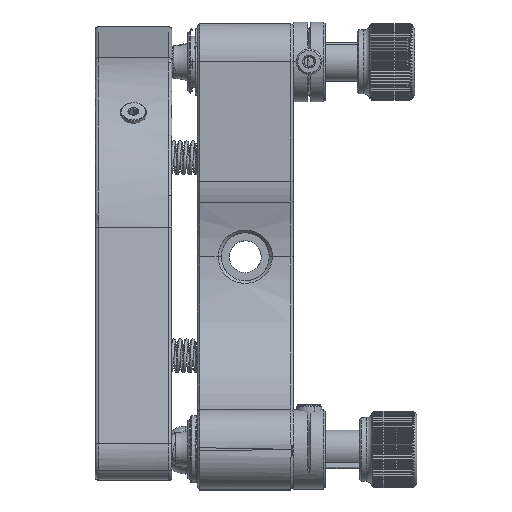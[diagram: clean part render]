
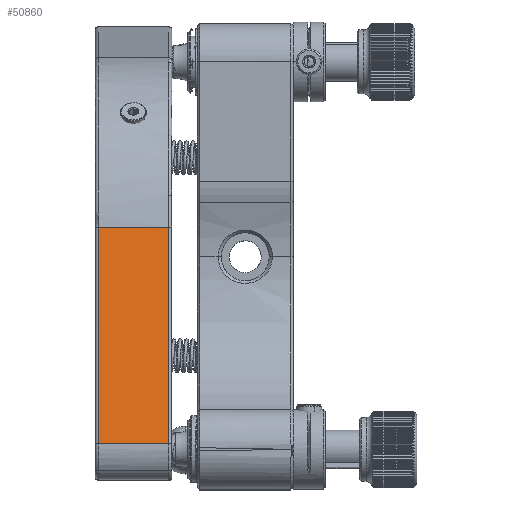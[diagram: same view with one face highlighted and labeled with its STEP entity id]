
A CAD part, top view. The second image highlights one B-rep face of the part: STEP entity #50860.
In plain terms, the highlighted planar face has unit normal (0, 0.142, 0.99).
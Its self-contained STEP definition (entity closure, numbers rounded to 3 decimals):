
#1478 = CARTESIAN_POINT ( 'NONE',  ( -15.667, 4.462, 31.081 ) ) ;
#1564 = DIRECTION ( 'NONE',  ( 0., 0.142, 0.99 ) ) ;
#2106 = EDGE_CURVE ( 'NONE', #19176, #39270, #14647, .T. ) ;
#5224 = CARTESIAN_POINT ( 'NONE',  ( -19.333, -29.362, 35.937 ) ) ;
#5563 = FACE_OUTER_BOUND ( 'NONE', #51636, .T. ) ;
#6106 = ORIENTED_EDGE ( 'NONE', *, *, #51973, .T. ) ;
#8202 = CARTESIAN_POINT ( 'NONE',  ( -23., -29.362, 35.937 ) ) ;
#8737 = CARTESIAN_POINT ( 'NONE',  ( -12., -18.087, 34.318 ) ) ;
#9513 = CARTESIAN_POINT ( 'NONE',  ( -23., -29.362, 35.937 ) ) ;
#10069 = CARTESIAN_POINT ( 'NONE',  ( -12., -29.362, 35.937 ) ) ;
#14647 = B_SPLINE_CURVE_WITH_KNOTS ( 'NONE', 3,
 ( #30974, #25859, #8737, #25574 ),
 .UNSPECIFIED., .F., .F.,
 ( 4, 4 ),
 ( 0., 1. ),
 .UNSPECIFIED. ) ;
#18319 = CARTESIAN_POINT ( 'NONE',  ( -19.333, 4.462, 31.081 ) ) ;
#18386 = B_SPLINE_CURVE_WITH_KNOTS ( 'NONE', 3,
 ( #9513, #5224, #49192, #10069 ),
 .UNSPECIFIED., .F., .F.,
 ( 4, 4 ),
 ( 0., 1. ),
 .UNSPECIFIED. ) ;
#19176 = VERTEX_POINT ( 'NONE', #41854 ) ;
#20302 = CARTESIAN_POINT ( 'NONE',  ( -23., -29.362, 35.937 ) ) ;
#22557 = VERTEX_POINT ( 'NONE', #29490 ) ;
#23261 = PLANE ( 'NONE',  #23843 ) ;
#23536 = CARTESIAN_POINT ( 'NONE',  ( -23.5, 5.469, 30.937 ) ) ;
#23843 = AXIS2_PLACEMENT_3D ( 'NONE', #23536, #1564, #40935 ) ;
#24729 = ORIENTED_EDGE ( 'NONE', *, *, #2106, .F. ) ;
#25326 = CARTESIAN_POINT ( 'NONE',  ( -23., -18.087, 34.318 ) ) ;
#25574 = CARTESIAN_POINT ( 'NONE',  ( -12., -29.362, 35.937 ) ) ;
#25859 = CARTESIAN_POINT ( 'NONE',  ( -12., -6.813, 32.7 ) ) ;
#27237 = VERTEX_POINT ( 'NONE', #20302 ) ;
#28008 = CARTESIAN_POINT ( 'NONE',  ( -23., 4.462, 31.081 ) ) ;
#28317 = B_SPLINE_CURVE_WITH_KNOTS ( 'NONE', 3,
 ( #8202, #25326, #56425, #55572 ),
 .UNSPECIFIED., .F., .F.,
 ( 4, 4 ),
 ( 0., 1. ),
 .UNSPECIFIED. ) ;
#29490 = CARTESIAN_POINT ( 'NONE',  ( -23., 4.462, 31.081 ) ) ;
#29906 = EDGE_CURVE ( 'NONE', #27237, #22557, #28317, .T. ) ;
#30334 = ORIENTED_EDGE ( 'NONE', *, *, #49058, .T. ) ;
#30974 = CARTESIAN_POINT ( 'NONE',  ( -12., 4.462, 31.081 ) ) ;
#32285 = CARTESIAN_POINT ( 'NONE',  ( -12., 4.462, 31.081 ) ) ;
#39270 = VERTEX_POINT ( 'NONE', #53675 ) ;
#40935 = DIRECTION ( 'NONE',  ( 1., 0., 0. ) ) ;
#41854 = CARTESIAN_POINT ( 'NONE',  ( -12., 4.462, 31.081 ) ) ;
#47427 = ORIENTED_EDGE ( 'NONE', *, *, #29906, .F. ) ;
#49058 = EDGE_CURVE ( 'NONE', #19176, #22557, #55368, .T. ) ;
#49192 = CARTESIAN_POINT ( 'NONE',  ( -15.667, -29.362, 35.937 ) ) ;
#50860 = ADVANCED_FACE ( 'NONE', ( #5563 ), #23261, .T. ) ;
#51636 = EDGE_LOOP ( 'NONE', ( #30334, #47427, #6106, #24729 ) ) ;
#51973 = EDGE_CURVE ( 'NONE', #27237, #39270, #18386, .T. ) ;
#53675 = CARTESIAN_POINT ( 'NONE',  ( -12., -29.362, 35.937 ) ) ;
#55368 = B_SPLINE_CURVE_WITH_KNOTS ( 'NONE', 3,
 ( #32285, #1478, #18319, #28008 ),
 .UNSPECIFIED., .F., .F.,
 ( 4, 4 ),
 ( 0., 1. ),
 .UNSPECIFIED. ) ;
#55572 = CARTESIAN_POINT ( 'NONE',  ( -23., 4.462, 31.081 ) ) ;
#56425 = CARTESIAN_POINT ( 'NONE',  ( -23., -6.813, 32.7 ) ) ;
